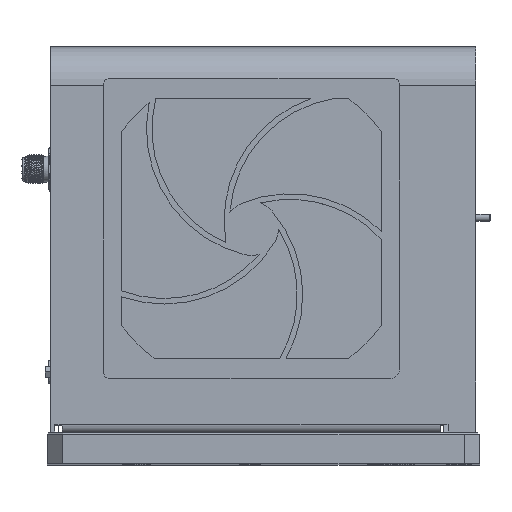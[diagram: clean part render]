
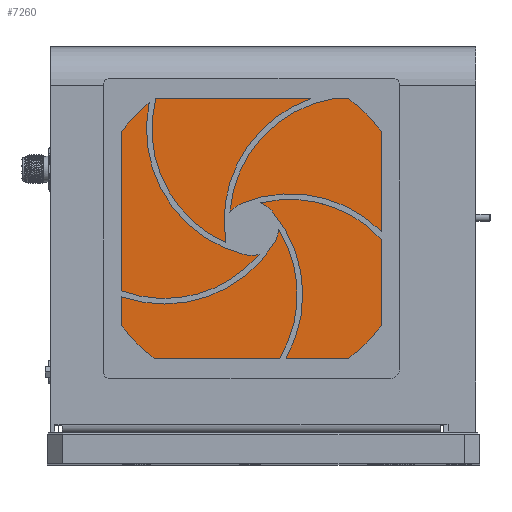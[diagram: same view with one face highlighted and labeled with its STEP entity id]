
A CAD part, top view. The second image highlights one B-rep face of the part: STEP entity #7260.
In plain terms, the highlighted planar face has unit normal (0, 0, 1).
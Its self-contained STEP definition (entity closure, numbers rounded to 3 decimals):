
#628 = VECTOR ( 'NONE', #24094, 1000. ) ;
#1810 = VERTEX_POINT ( 'NONE', #9692 ) ;
#1842 = VECTOR ( 'NONE', #15566, 1000. ) ;
#1874 = VERTEX_POINT ( 'NONE', #24777 ) ;
#2062 = VECTOR ( 'NONE', #15891, 1000. ) ;
#2480 = EDGE_CURVE ( 'NONE', #20949, #13120, #14681, .T. ) ;
#3586 = LINE ( 'NONE', #12975, #21187 ) ;
#4298 = VERTEX_POINT ( 'NONE', #14169 ) ;
#4342 = CARTESIAN_POINT ( 'NONE',  ( 36.373, 39.637, 116.51 ) ) ;
#4448 = VECTOR ( 'NONE', #17326, 1000. ) ;
#7215 = CARTESIAN_POINT ( 'NONE',  ( 141.148, 144.412, 116.51 ) ) ;
#7260 = ADVANCED_FACE ( 'NONE', ( #24712 ), #19241, .T. ) ;
#7603 = CARTESIAN_POINT ( 'NONE',  ( 131.623, 39.637, 116.51 ) ) ;
#8019 = VERTEX_POINT ( 'NONE', #12957 ) ;
#8186 = CARTESIAN_POINT ( 'NONE',  ( 131.623, 153.937, 116.51 ) ) ;
#8460 = EDGE_CURVE ( 'NONE', #4298, #24717, #23301, .T. ) ;
#9302 = DIRECTION ( 'NONE',  ( -1., 0., 0. ) ) ;
#9545 = CARTESIAN_POINT ( 'NONE',  ( 141.148, 49.162, 116.51 ) ) ;
#9589 = EDGE_CURVE ( 'NONE', #10105, #1810, #16357, .T. ) ;
#9611 = LINE ( 'NONE', #14722, #4448 ) ;
#9692 = CARTESIAN_POINT ( 'NONE',  ( 26.848, 49.162, 116.51 ) ) ;
#10105 = VERTEX_POINT ( 'NONE', #23466 ) ;
#10117 = ORIENTED_EDGE ( 'NONE', *, *, #2480, .F. ) ;
#11527 = DIRECTION ( 'NONE',  ( 1., 0., 0. ) ) ;
#11857 = LINE ( 'NONE', #8186, #2062 ) ;
#12055 = ORIENTED_EDGE ( 'NONE', *, *, #22495, .F. ) ;
#12957 = CARTESIAN_POINT ( 'NONE',  ( 36.373, 153.937, 116.51 ) ) ;
#12975 = CARTESIAN_POINT ( 'NONE',  ( 131.623, 39.637, 116.51 ) ) ;
#13120 = VERTEX_POINT ( 'NONE', #17480 ) ;
#13132 = DIRECTION ( 'NONE',  ( 0.707, 0.707, 0. ) ) ;
#13410 = DIRECTION ( 'NONE',  ( 0., 0., 1. ) ) ;
#13640 = ORIENTED_EDGE ( 'NONE', *, *, #17768, .F. ) ;
#14169 = CARTESIAN_POINT ( 'NONE',  ( 141.148, 49.162, 116.51 ) ) ;
#14602 = EDGE_CURVE ( 'NONE', #1810, #1874, #9611, .T. ) ;
#14681 = LINE ( 'NONE', #7215, #17770 ) ;
#14722 = CARTESIAN_POINT ( 'NONE',  ( 26.848, 49.162, 116.51 ) ) ;
#14862 = LINE ( 'NONE', #9545, #24453 ) ;
#15040 = VECTOR ( 'NONE', #13132, 1000. ) ;
#15123 = AXIS2_PLACEMENT_3D ( 'NONE', #15433, #13410, #11527 ) ;
#15247 = EDGE_LOOP ( 'NONE', ( #12055, #10117, #13640, #23282, #16545, #24718, #20123, #24709 ) ) ;
#15433 = CARTESIAN_POINT ( 'NONE',  ( 141.148, 153.937, 116.51 ) ) ;
#15566 = DIRECTION ( 'NONE',  ( -0.707, -0.707, 0. ) ) ;
#15891 = DIRECTION ( 'NONE',  ( 1., 0., 0. ) ) ;
#16357 = LINE ( 'NONE', #4342, #628 ) ;
#16545 = ORIENTED_EDGE ( 'NONE', *, *, #14602, .F. ) ;
#16886 = DIRECTION ( 'NONE',  ( 0., -1., 0. ) ) ;
#17143 = CARTESIAN_POINT ( 'NONE',  ( 131.623, 39.637, 116.51 ) ) ;
#17326 = DIRECTION ( 'NONE',  ( 0., 1., 0. ) ) ;
#17480 = CARTESIAN_POINT ( 'NONE',  ( 141.148, 144.412, 116.51 ) ) ;
#17768 = EDGE_CURVE ( 'NONE', #8019, #20949, #11857, .T. ) ;
#17770 = VECTOR ( 'NONE', #20630, 1000. ) ;
#18756 = EDGE_CURVE ( 'NONE', #1874, #8019, #22632, .T. ) ;
#19241 = PLANE ( 'NONE',  #15123 ) ;
#20123 = ORIENTED_EDGE ( 'NONE', *, *, #22577, .F. ) ;
#20630 = DIRECTION ( 'NONE',  ( 0.707, -0.707, 0. ) ) ;
#20949 = VERTEX_POINT ( 'NONE', #24937 ) ;
#21187 = VECTOR ( 'NONE', #9302, 1000. ) ;
#22164 = CARTESIAN_POINT ( 'NONE',  ( 36.373, 153.937, 116.51 ) ) ;
#22495 = EDGE_CURVE ( 'NONE', #13120, #4298, #14862, .T. ) ;
#22577 = EDGE_CURVE ( 'NONE', #24717, #10105, #3586, .T. ) ;
#22632 = LINE ( 'NONE', #22164, #15040 ) ;
#23282 = ORIENTED_EDGE ( 'NONE', *, *, #18756, .F. ) ;
#23301 = LINE ( 'NONE', #7603, #1842 ) ;
#23466 = CARTESIAN_POINT ( 'NONE',  ( 36.373, 39.637, 116.51 ) ) ;
#24094 = DIRECTION ( 'NONE',  ( -0.707, 0.707, 0. ) ) ;
#24453 = VECTOR ( 'NONE', #16886, 1000. ) ;
#24709 = ORIENTED_EDGE ( 'NONE', *, *, #8460, .F. ) ;
#24712 = FACE_OUTER_BOUND ( 'NONE', #15247, .T. ) ;
#24717 = VERTEX_POINT ( 'NONE', #17143 ) ;
#24718 = ORIENTED_EDGE ( 'NONE', *, *, #9589, .F. ) ;
#24777 = CARTESIAN_POINT ( 'NONE',  ( 26.848, 144.412, 116.51 ) ) ;
#24937 = CARTESIAN_POINT ( 'NONE',  ( 131.623, 153.937, 116.51 ) ) ;
